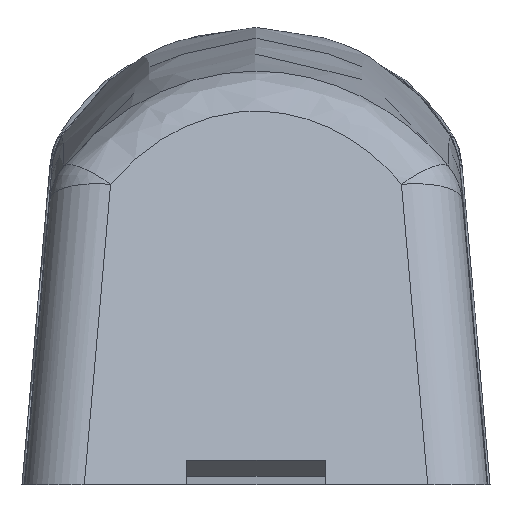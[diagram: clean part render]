
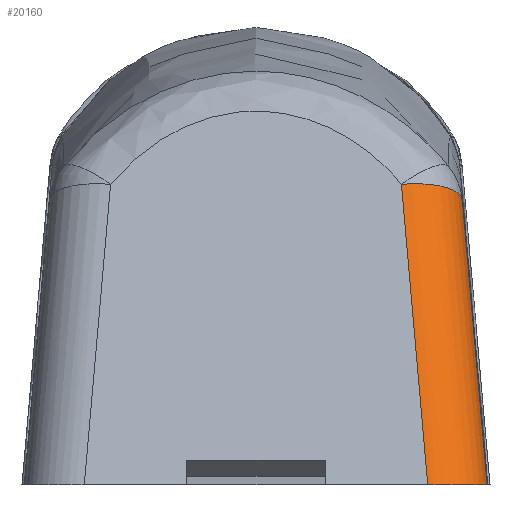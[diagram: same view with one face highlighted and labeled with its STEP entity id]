
A CAD part, left-side view. The second image highlights one B-rep face of the part: STEP entity #20160.
In plain terms, the highlighted cylindrical face has radius 2.2 mm (diameter 4.4 mm), a partial arc.
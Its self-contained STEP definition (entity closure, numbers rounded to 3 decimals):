
#659=ELLIPSE('',#21510,2.349,2.2);
#829=CYLINDRICAL_SURFACE('',#21509,2.2);
#2064=CIRCLE('',#21507,2.2);
#3089=FACE_OUTER_BOUND('',#4355,.T.);
#4355=EDGE_LOOP('',(#13279,#13280,#13281,#13282));
#5756=LINE('',#29214,#6886);
#5757=LINE('',#29222,#6887);
#6886=VECTOR('',#23635,10.);
#6887=VECTOR('',#23646,1.);
#8017=VERTEX_POINT('',#29101);
#8023=VERTEX_POINT('',#29212);
#8024=VERTEX_POINT('',#29216);
#8025=VERTEX_POINT('',#29220);
#10040=EDGE_CURVE('',#8023,#8017,#5756,.T.);
#10041=EDGE_CURVE('',#8017,#8024,#2064,.T.);
#10043=EDGE_CURVE('',#8025,#8023,#659,.T.);
#10044=EDGE_CURVE('',#8025,#8024,#5757,.T.);
#13279=ORIENTED_EDGE('',*,*,#10041,.F.);
#13280=ORIENTED_EDGE('',*,*,#10040,.F.);
#13281=ORIENTED_EDGE('',*,*,#10043,.F.);
#13282=ORIENTED_EDGE('',*,*,#10044,.T.);
#20160=ADVANCED_FACE('',(#3089),#829,.T.);
#21507=AXIS2_PLACEMENT_3D('',#29217,#23638,#23639);
#21509=AXIS2_PLACEMENT_3D('',#29219,#23642,#23643);
#21510=AXIS2_PLACEMENT_3D('',#29221,#23644,#23645);
#23635=DIRECTION('',(0.341,0.082,0.937));
#23638=DIRECTION('center_axis',(0.341,0.082,0.937));
#23639=DIRECTION('ref_axis',(0.,-0.996,0.087));
#23642=DIRECTION('center_axis',(0.341,0.082,0.937));
#23643=DIRECTION('ref_axis',(-0.655,-0.694,0.299));
#23644=DIRECTION('center_axis',(0.,0.,-1.));
#23645=DIRECTION('ref_axis',(0.972,0.234,0.));
#23646=DIRECTION('',(0.341,0.082,0.937));
#29101=CARTESIAN_POINT('',(-35.277,-5.237,10.814));
#29212=CARTESIAN_POINT('',(-39.213,-6.183,0.));
#29214=CARTESIAN_POINT('',(-39.213,-6.183,0.));
#29216=CARTESIAN_POINT('',(-33.209,-7.429,10.253));
#29217=CARTESIAN_POINT('Origin',(-33.209,-5.237,10.062));
#29219=CARTESIAN_POINT('Origin',(-33.373,-5.276,9.613));
#29220=CARTESIAN_POINT('',(-36.941,-8.326,0.));
#29221=CARTESIAN_POINT('Origin',(-36.872,-6.117,0.));
#29222=CARTESIAN_POINT('',(-35.181,-7.903,4.837));
